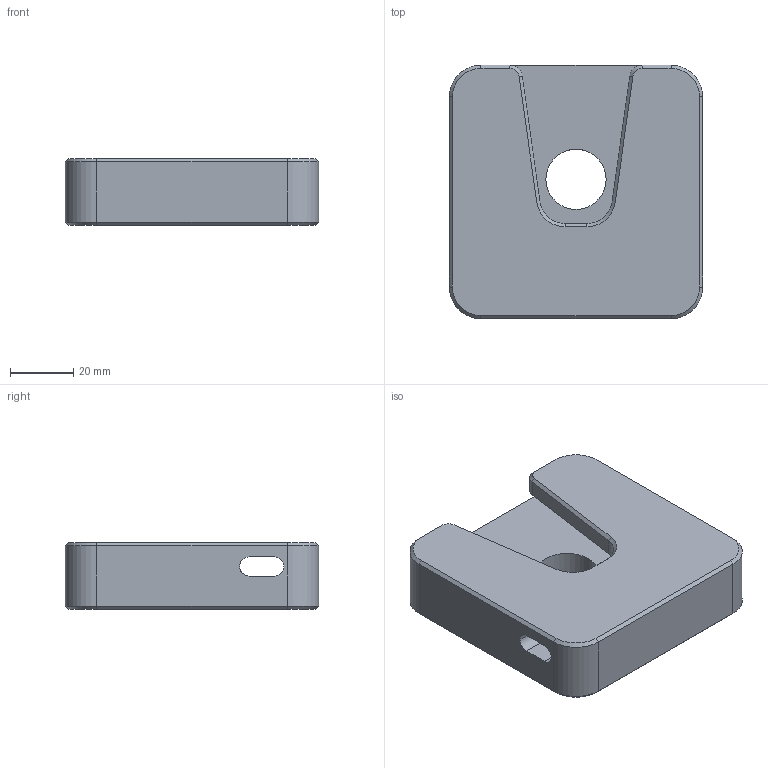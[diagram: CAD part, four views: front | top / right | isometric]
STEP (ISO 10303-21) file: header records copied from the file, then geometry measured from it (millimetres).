
FILE_DESCRIPTION (( 'STEP AP203' ), '1' );
FILE_NAME ('ADAPTATEUR NEZ EXTRUDEUSE.STEP', '2024-05-14T09:36:44', ( '' ), ( '' ), 'SwSTEP 2.0', 'SolidWorks 2021', '' );
FILE_SCHEMA (( 'CONFIG_CONTROL_DESIGN' ));
Length unit declared in the file: millimetre
Products named in the file (1): ADAPTATEUR NEZ EXTRUDEUSE
Bounding box: 80 x 80 x 21 mm (x, y, z)
Volume: 105564.1 mm3; surface area: 23279.8 mm2
Topology: 1 solids, 1 shells, 57 faces, 145 edges, 88 vertices
Faces by surface type: plane 26, cylinder 17, cone 14
Entity records: 1786 total; most frequent: DIRECTION 303, CARTESIAN_POINT 303, ORIENTED_EDGE 290, EDGE_CURVE 145, AXIS2_PLACEMENT_3D 104, VECTOR 95, LINE 95, VERTEX_POINT 88
